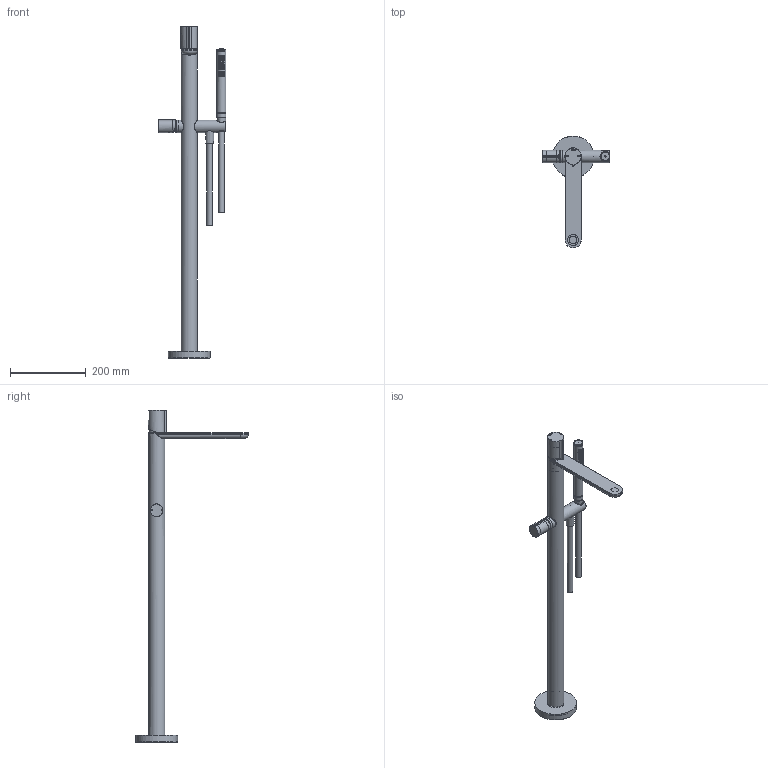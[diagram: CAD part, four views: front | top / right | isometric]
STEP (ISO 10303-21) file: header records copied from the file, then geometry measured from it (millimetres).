
FILE_DESCRIPTION(/* description */ ('Unknown'),/* implementation_level */ '2;1');
FILE_NAME(/* name */ 'GT187-00',/* time_stamp */ '2026-02-10T17:42:24+01:00',/* author */ ('Unknown'),/* organization */ ('Unknown'),/* preprocessor_version */ 'ST-DEVELOPER v20',/* originating_system */ 'Solid Edge',/* authorisation */ 'Unknown');
FILE_SCHEMA (('AUTOMOTIVE_DESIGN {1 0 10303 214 3 1 1}'));
Products named in the file (25): GT187EXT-00; GT073-001_oa_0; GT073-02; GT003-08; GT187-009_oa_1; GT187-14; AR517-06; AR031-04; AR306-15; GT187-10; GT187-002_oa_2; GT187-11; BR0063-002_oa_3; 01.5511.0 for customer; GT187-003_oa_4; GT187-16; AR354-00_oa_5; AR354-001_oa_6; AR354-01; A064038_12900ZZ; AR354-02; AR015-00; GT187-010_oa_7; GT187-01; GT187-08
Assembly tree (26 placements, depth 4):
  GT187EXT-00
    GT073-001_oa_0
      GT073-02
      GT003-08
    GT187-009_oa_1
      GT187-14
      AR517-06
    AR031-04
    AR306-15
    GT187-10
    GT187-002_oa_2
      GT187-11
      GT003-08
    BR0063-002_oa_3
      01.5511.0 for customer
    GT187-003_oa_4
      GT187-16
    AR354-00_oa_5
      AR354-001_oa_6
        AR354-01
        A064038_12900ZZ
        AR354-02
    AR015-00  x2
    GT187-010_oa_7
      GT187-01
      GT187-08
Bounding box: 178.82 x 296.2 x 874.4 mm (x, y, z)
Volume: 656890.2 mm3; surface area: 373331.6 mm2
Topology: 18 solids, 19 shells, 5788 faces, 16364 edges, 10599 vertices
Faces by surface type: plane 4460, cylinder 693, bspline 307, torus 192, cone 103, sphere 33
Full cylindrical faces by diameter (mm): 0.8 x8, 1.8 x2, 2.459 x4, 3 x1, 3.2 x40, 3.242 x3, 4.134 x1, 5 x3, 6.3 x2, 7 x1, 7.5 x1, 7.7 x1, 8 x1, 10 x1, 15 x4, 16.5 x2, 17.5 x1, 17.8 x1, 18 x1, 18.6 x1, 18.65 x1, 18.917 x2, 19 x1, 20 x2, 20.3 x1, 20.8 x1, 21 x1, 21.5 x1, 21.8 x4, 22 x2
Entity records: 247071 total; most frequent: CARTESIAN_POINT 79075, ORIENTED_EDGE 31192, DIRECTION 20294, EDGE_CURVE 15596, VERTEX_POINT 10278, B_SPLINE_CURVE_WITH_KNOTS 7818, FACE_BOUND 7386, EDGE_LOOP 7379
